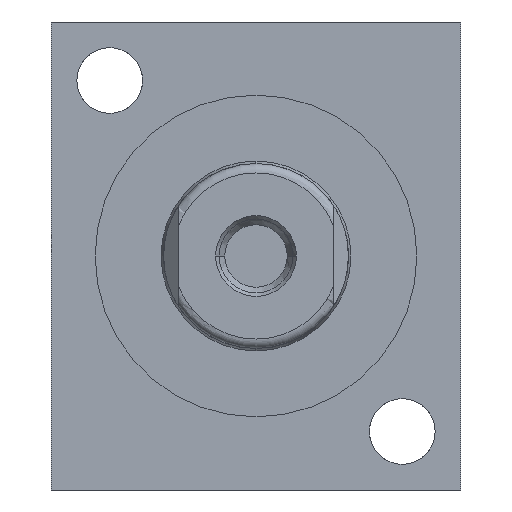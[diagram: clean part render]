
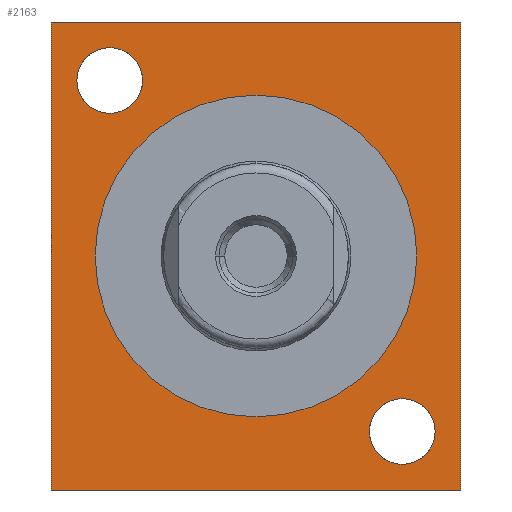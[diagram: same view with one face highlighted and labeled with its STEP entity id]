
A CAD part, left-side view. The second image highlights one B-rep face of the part: STEP entity #2163.
In plain terms, the highlighted planar face has unit normal (-1, 0, 0).
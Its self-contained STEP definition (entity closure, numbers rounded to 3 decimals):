
#499=DIRECTION('',(0.,-1.,0.));
#500=VECTOR('',#499,44.45);
#501=CARTESIAN_POINT('',(0.,22.225,25.4));
#502=LINE('',#501,#500);
#506=DIRECTION('',(0.,0.,-1.));
#507=VECTOR('',#506,50.8);
#508=CARTESIAN_POINT('',(0.,-22.225,25.4));
#509=LINE('',#508,#507);
#513=DIRECTION('',(0.,1.,0.));
#514=VECTOR('',#513,44.45);
#515=CARTESIAN_POINT('',(0.,-22.225,-25.4));
#516=LINE('',#515,#514);
#520=DIRECTION('',(0.,0.,1.));
#521=VECTOR('',#520,50.8);
#522=CARTESIAN_POINT('',(0.,22.225,-25.4));
#523=LINE('',#522,#521);
#527=CARTESIAN_POINT('',(0.,15.875,19.05));
#528=DIRECTION('',(1.,0.,0.));
#529=DIRECTION('',(0.,1.,0.));
#530=AXIS2_PLACEMENT_3D('',#527,#528,#529);
#535=CARTESIAN_POINT('',(0.,15.875,19.05));
#536=DIRECTION('',(1.,0.,0.));
#537=DIRECTION('',(0.,-1.,0.));
#538=AXIS2_PLACEMENT_3D('',#535,#536,#537);
#543=CARTESIAN_POINT('',(0.,-15.875,-19.05));
#544=DIRECTION('',(1.,0.,0.));
#545=DIRECTION('',(0.,1.,0.));
#546=AXIS2_PLACEMENT_3D('',#543,#544,#545);
#551=CARTESIAN_POINT('',(0.,-15.875,-19.05));
#552=DIRECTION('',(1.,0.,0.));
#553=DIRECTION('',(0.,-1.,0.));
#554=AXIS2_PLACEMENT_3D('',#551,#552,#553);
#559=CARTESIAN_POINT('',(0.,0.,0.));
#560=DIRECTION('',(-1.,0.,0.));
#561=DIRECTION('',(0.,1.,0.));
#562=AXIS2_PLACEMENT_3D('',#559,#560,#561);
#567=CARTESIAN_POINT('',(0.,0.,0.));
#568=DIRECTION('',(-1.,0.,0.));
#569=DIRECTION('',(0.,-1.,0.));
#570=AXIS2_PLACEMENT_3D('',#567,#568,#569);
#1432=CARTESIAN_POINT('',(0.,22.225,25.4));
#1433=CARTESIAN_POINT('',(0.,-22.225,25.4));
#1434=VERTEX_POINT('',#1432);
#1435=VERTEX_POINT('',#1433);
#1436=CARTESIAN_POINT('',(0.,-22.225,-25.4));
#1437=VERTEX_POINT('',#1436);
#1438=CARTESIAN_POINT('',(0.,22.225,-25.4));
#1439=VERTEX_POINT('',#1438);
#1448=CARTESIAN_POINT('',(0.,19.444,19.05));
#1449=CARTESIAN_POINT('',(0.,12.307,19.05));
#1450=VERTEX_POINT('',#1448);
#1451=VERTEX_POINT('',#1449);
#1540=CARTESIAN_POINT('',(0.,-12.307,-19.05));
#1541=CARTESIAN_POINT('',(0.,-19.444,-19.05));
#1542=VERTEX_POINT('',#1540);
#1543=VERTEX_POINT('',#1541);
#1552=CARTESIAN_POINT('',(0.,17.463,0.));
#1553=CARTESIAN_POINT('',(0.,-17.463,0.));
#1554=VERTEX_POINT('',#1552);
#1555=VERTEX_POINT('',#1553);
#2131=CARTESIAN_POINT('',(0.,0.,0.));
#2132=DIRECTION('',(1.,0.,0.));
#2133=DIRECTION('',(0.,0.,-1.));
#2134=AXIS2_PLACEMENT_3D('',#2131,#2132,#2133);
#2135=PLANE('',#2134);
#2137=ORIENTED_EDGE('',*,*,#2136,.T.);
#2139=ORIENTED_EDGE('',*,*,#2138,.T.);
#2141=ORIENTED_EDGE('',*,*,#2140,.T.);
#2143=ORIENTED_EDGE('',*,*,#2142,.T.);
#2144=EDGE_LOOP('',(#2137,#2139,#2141,#2143));
#2145=FACE_OUTER_BOUND('',#2144,.F.);
#2147=ORIENTED_EDGE('',*,*,#2146,.F.);
#2149=ORIENTED_EDGE('',*,*,#2148,.F.);
#2150=EDGE_LOOP('',(#2147,#2149));
#2151=FACE_BOUND('',#2150,.F.);
#2153=ORIENTED_EDGE('',*,*,#2152,.F.);
#2155=ORIENTED_EDGE('',*,*,#2154,.F.);
#2156=EDGE_LOOP('',(#2153,#2155));
#2157=FACE_BOUND('',#2156,.F.);
#2158=ORIENTED_EDGE('',*,*,#2121,.T.);
#2160=ORIENTED_EDGE('',*,*,#2159,.T.);
#2161=EDGE_LOOP('',(#2158,#2160));
#2162=FACE_BOUND('',#2161,.F.);
#2163=ADVANCED_FACE('',(#2145,#2151,#2157,#2162),#2135,.F.);
#531=CIRCLE('',#530,3.569);
#539=CIRCLE('',#538,3.569);
#547=CIRCLE('',#546,3.569);
#555=CIRCLE('',#554,3.569);
#563=CIRCLE('',#562,17.463);
#571=CIRCLE('',#570,17.463);
#2121=EDGE_CURVE('',#1554,#1555,#563,.T.);
#2136=EDGE_CURVE('',#1434,#1435,#502,.T.);
#2138=EDGE_CURVE('',#1435,#1437,#509,.T.);
#2140=EDGE_CURVE('',#1437,#1439,#516,.T.);
#2142=EDGE_CURVE('',#1439,#1434,#523,.T.);
#2146=EDGE_CURVE('',#1450,#1451,#531,.T.);
#2148=EDGE_CURVE('',#1451,#1450,#539,.T.);
#2152=EDGE_CURVE('',#1542,#1543,#547,.T.);
#2154=EDGE_CURVE('',#1543,#1542,#555,.T.);
#2159=EDGE_CURVE('',#1555,#1554,#571,.T.);
